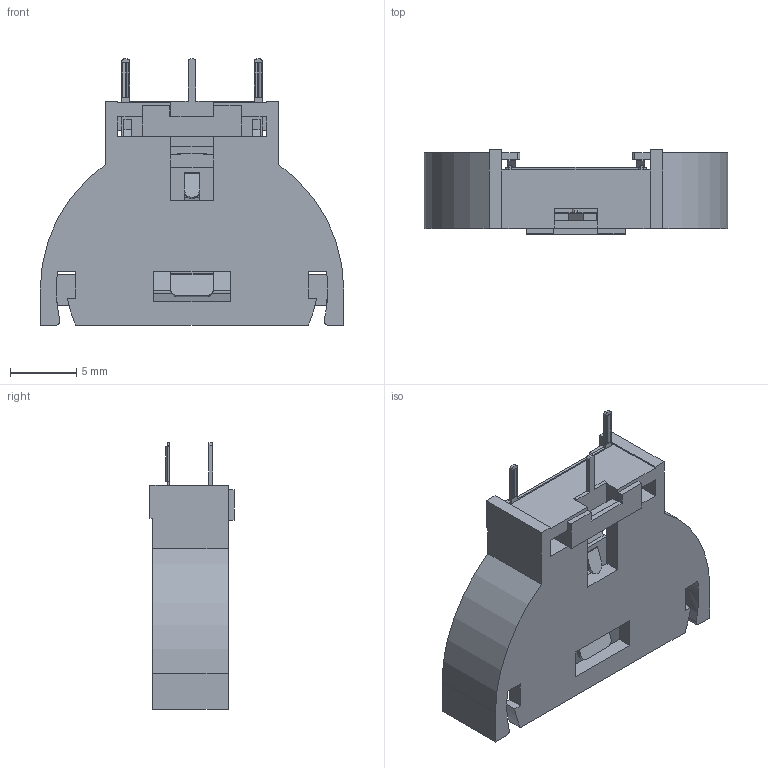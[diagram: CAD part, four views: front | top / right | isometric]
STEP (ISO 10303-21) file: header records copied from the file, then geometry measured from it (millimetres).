
FILE_DESCRIPTION (( 'STEP AP214' ), '1' );
FILE_NAME ('s8401-46_asm.STEP', '2023-01-16T10:17:31', ( '' ), ( '' ), 'SwSTEP 2.0', 'SolidWorks 2022', '' );
FILE_SCHEMA (( 'AUTOMOTIVE_DESIGN' ));
Length unit declared in the file: inch
Products named in the file (7): S840_LOWER_CONTACT; S840_HOLDER; S840_HOLDER_INSERT; S840_CONTACT; s8401-46_asm; S840_LOWER_CONTACT-1
Assembly tree (6 placements, depth 3):
  s8401-46_asm
    S840_HOLDER
    S840_HOLDER_INSERT
    S840_LOWER_CONTACT
      S840_LOWER_CONTACT
      S840_LOWER_CONTACT-1
    S840_CONTACT
Bounding box: 22.9 x 6.34 x 20.1 mm (x, y, z)
Volume: 644.3 mm3; surface area: 1731.5 mm2
Topology: 4 solids, 15 shells, 264 faces, 760 edges, 504 vertices
Faces by surface type: plane 186, cylinder 72, bspline 6
Entity records: 9040 total; most frequent: CARTESIAN_POINT 1715, ORIENTED_EDGE 1456, DIRECTION 1440, EDGE_CURVE 760, VECTOR 602, LINE 602, VERTEX_POINT 504, AXIS2_PLACEMENT_3D 419
